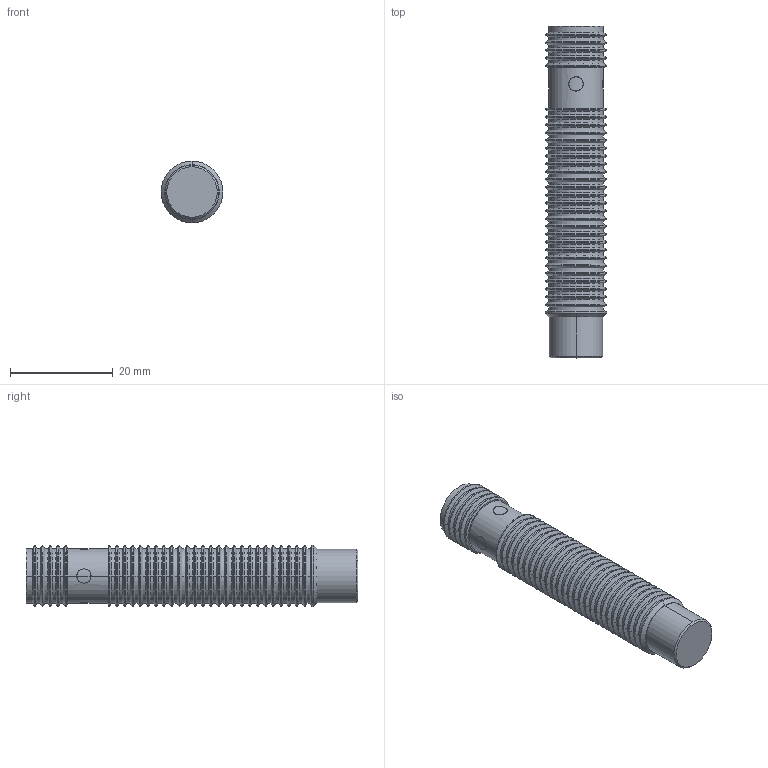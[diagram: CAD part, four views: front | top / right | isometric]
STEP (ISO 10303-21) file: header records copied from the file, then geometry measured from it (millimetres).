
FILE_DESCRIPTION(('STEP AP214'),'1');
FILE_NAME('cctmp_4472FE12-38D1-49E3-AD1A-4FDF2241E62F_2021_2_18_15_5_34_59..stp','2021-02-18T14:05:34',('Pepperl+Fuchs GmbH'),('CADClick - www.CADClick.com'),'Spatial InterOp 3D',' ','unknown authorization');
FILE_SCHEMA(('AUTOMOTIVE_DESIGN { 1 0 10303 214 1 1 1 1 }'));
Length unit declared in the file: millimetre
Products named in the file (1): 2021_02_18__15-05-34-056
Bounding box: 12 x 64.5 x 12 mm (x, y, z)
Volume: 4946.6 mm3; surface area: 5079.7 mm2
Topology: 1 solids, 3 shells, 338 faces, 729 edges, 393 vertices
Faces by surface type: cylinder 169, cone 136, plane 27, sphere 6
Entity records: 12308 total; most frequent: CARTESIAN_POINT 2237, DIRECTION 1686, ORIENTED_EDGE 1434, EDGE_CURVE 717, AXIS2_PLACEMENT_3D 682, VERTEX_POINT 393, EDGE_LOOP 354, CIRCLE 343
